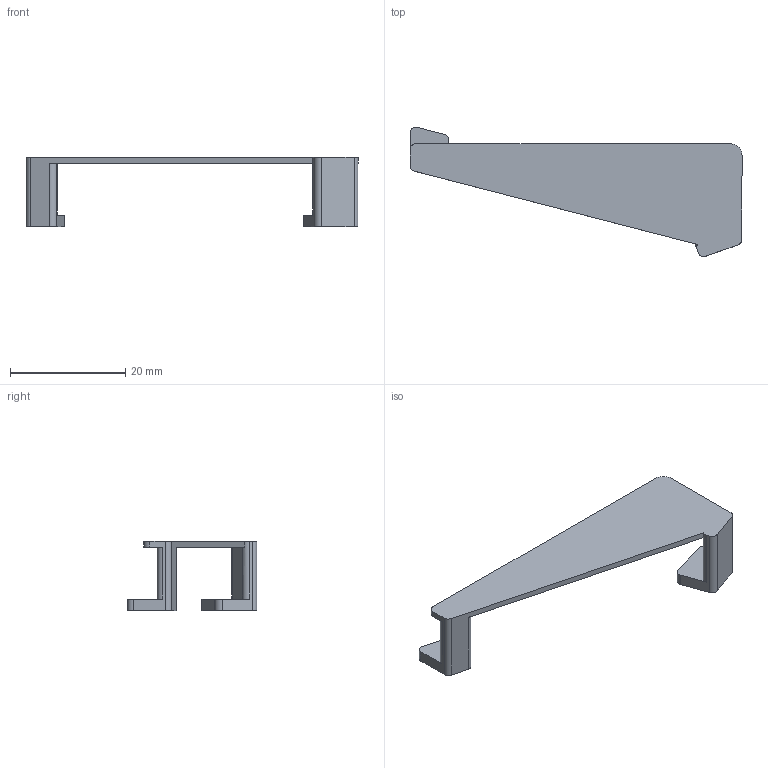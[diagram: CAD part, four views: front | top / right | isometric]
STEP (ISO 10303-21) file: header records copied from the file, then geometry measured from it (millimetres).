
FILE_DESCRIPTION(/* description */ (''),/* implementation_level */ '2;1');
FILE_NAME(/* name */ 'Caliper Hanging Bracket.step',/* time_stamp */ '2025-10-14T17:56:24-05:00',/* author */ (''),/* organization */ (''),/* preprocessor_version */ 'ST-DEVELOPER v20.1',/* originating_system */ 'Autodesk Translation Framework v14.17.0.0',/* authorisation */ '');
FILE_SCHEMA (('AUTOMOTIVE_DESIGN { 1 0 10303 214 3 1 1 }'));
Length unit declared in the file: millimetre
Products named in the file (2): (Unsaved); Caliper Hanging Bracket
Assembly tree (1 placements, depth 2):
  (Unsaved)
    Caliper Hanging Bracket
Bounding box: 57.58 x 22.45 x 12 mm (x, y, z)
Volume: 1196.8 mm3; surface area: 2094.1 mm2
Topology: 1 solids, 1 shells, 31 faces, 87 edges, 58 vertices
Faces by surface type: plane 17, cylinder 14
Entity records: 1063 total; most frequent: DIRECTION 184, CARTESIAN_POINT 179, ORIENTED_EDGE 174, EDGE_CURVE 87, AXIS2_PLACEMENT_3D 63, LINE 58, VECTOR 58, VERTEX_POINT 58
